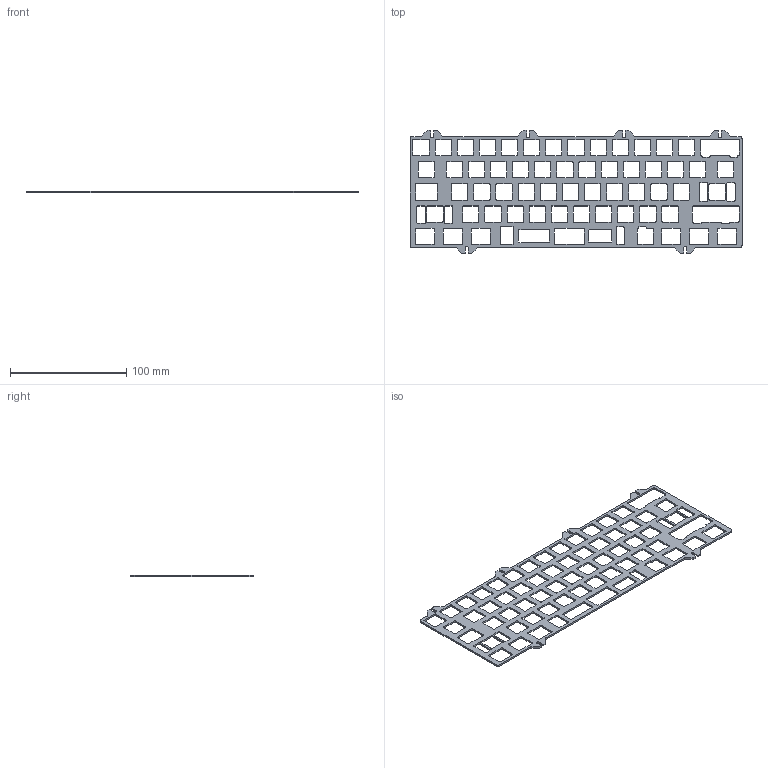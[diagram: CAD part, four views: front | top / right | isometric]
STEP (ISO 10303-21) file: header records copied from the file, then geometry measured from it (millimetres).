
FILE_DESCRIPTION(/* description */ (''),/* implementation_level */ '2;1');
FILE_NAME(/* name */ 'RoySauce 60 plate.step',/* time_stamp */ '2022-11-20T15:15:28-08:00',/* author */ (''),/* organization */ (''),/* preprocessor_version */ 'ST-DEVELOPER v19.2',/* originating_system */ 'Autodesk Translation Framework v11.17.0.187',/* authorisation */ '');
FILE_SCHEMA (('AUTOMOTIVE_DESIGN { 1 0 10303 214 3 1 1 }'));
Length unit declared in the file: millimetre
Products named in the file (1): RoySauce 60
Bounding box: 285.75 x 106.25 x 1.5 mm (x, y, z)
Volume: 19954.3 mm3; surface area: 33774.8 mm2
Topology: 1 solids, 1 shells, 679 faces, 2031 edges, 1354 vertices
Faces by surface type: plane 346, cylinder 333
Entity records: 23350 total; most frequent: CARTESIAN_POINT 4065, ORIENTED_EDGE 4062, DIRECTION 4057, EDGE_CURVE 2031, LINE 1365, VECTOR 1365, VERTEX_POINT 1354, AXIS2_PLACEMENT_3D 1346
